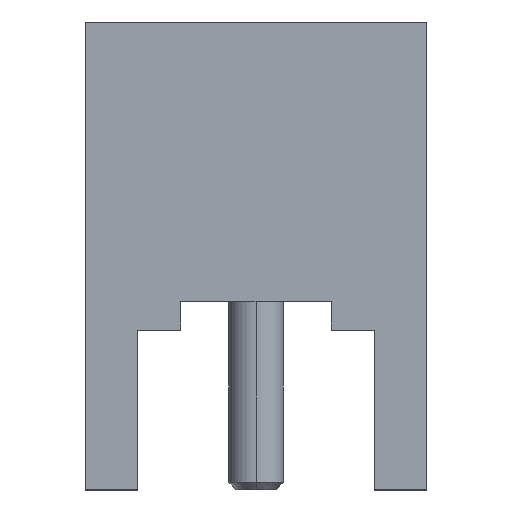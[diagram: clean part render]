
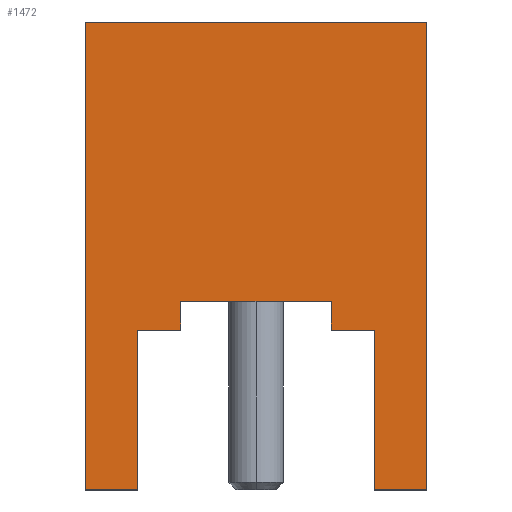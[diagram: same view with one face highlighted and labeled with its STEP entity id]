
A CAD part, top view. The second image highlights one B-rep face of the part: STEP entity #1472.
In plain terms, the highlighted planar face has unit normal (0, 0, 1).
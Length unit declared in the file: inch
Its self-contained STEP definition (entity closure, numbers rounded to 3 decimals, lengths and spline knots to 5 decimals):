
#309=DIRECTION('',(0.,-1.,0.));
#310=VECTOR('',#309,0.323);
#311=CARTESIAN_POINT('',(-0.118,0.095,0.118));
#312=LINE('',#311,#310);
#337=DIRECTION('',(-1.,0.,0.));
#338=VECTOR('',#337,0.03);
#339=CARTESIAN_POINT('',(0.082,-0.118,0.118));
#340=LINE('',#339,#338);
#373=DIRECTION('',(-1.,0.,0.));
#374=VECTOR('',#373,0.03);
#375=CARTESIAN_POINT('',(-0.052,-0.118,0.118));
#376=LINE('',#375,#374);
#413=DIRECTION('',(0.,-1.,0.));
#414=VECTOR('',#413,0.11);
#415=CARTESIAN_POINT('',(0.082,-0.118,0.118));
#416=LINE('',#415,#414);
#417=DIRECTION('',(0.,-1.,0.));
#418=VECTOR('',#417,0.11);
#419=CARTESIAN_POINT('',(-0.082,-0.118,0.118));
#420=LINE('',#419,#418);
#421=DIRECTION('',(1.,0.,0.));
#422=VECTOR('',#421,0.236);
#423=CARTESIAN_POINT('',(-0.118,0.095,0.118));
#424=LINE('',#423,#422);
#425=DIRECTION('',(-1.,0.,0.));
#426=VECTOR('',#425,0.104);
#427=CARTESIAN_POINT('',(0.052,-0.098,0.118));
#428=LINE('',#427,#426);
#429=DIRECTION('',(0.,-1.,0.));
#430=VECTOR('',#429,0.02);
#431=CARTESIAN_POINT('',(-0.052,-0.098,0.118));
#432=LINE('',#431,#430);
#441=DIRECTION('',(-1.,0.,0.));
#442=VECTOR('',#441,0.036);
#443=CARTESIAN_POINT('',(0.118,-0.228,0.118));
#444=LINE('',#443,#442);
#477=DIRECTION('',(-1.,0.,0.));
#478=VECTOR('',#477,0.036);
#479=CARTESIAN_POINT('',(-0.082,-0.228,0.118));
#480=LINE('',#479,#478);
#517=DIRECTION('',(0.,1.,0.));
#518=VECTOR('',#517,0.323);
#519=CARTESIAN_POINT('',(0.118,-0.228,0.118));
#520=LINE('',#519,#518);
#579=DIRECTION('',(0.,-1.,0.));
#580=VECTOR('',#579,0.02);
#581=CARTESIAN_POINT('',(0.052,-0.098,0.118));
#582=LINE('',#581,#580);
#663=CARTESIAN_POINT('',(-0.118,0.095,0.118));
#664=CARTESIAN_POINT('',(0.118,0.095,0.118));
#665=VERTEX_POINT('',#663);
#666=VERTEX_POINT('',#664);
#741=CARTESIAN_POINT('',(0.052,-0.118,0.118));
#743=VERTEX_POINT('',#741);
#757=CARTESIAN_POINT('',(-0.052,-0.118,0.118));
#758=VERTEX_POINT('',#757);
#765=CARTESIAN_POINT('',(0.052,-0.098,0.118));
#767=VERTEX_POINT('',#765);
#781=CARTESIAN_POINT('',(-0.052,-0.098,0.118));
#782=VERTEX_POINT('',#781);
#789=CARTESIAN_POINT('',(0.118,-0.228,0.118));
#790=CARTESIAN_POINT('',(0.082,-0.228,0.118));
#791=VERTEX_POINT('',#789);
#792=VERTEX_POINT('',#790);
#805=CARTESIAN_POINT('',(-0.118,-0.228,0.118));
#807=VERTEX_POINT('',#805);
#811=CARTESIAN_POINT('',(-0.082,-0.228,0.118));
#812=VERTEX_POINT('',#811);
#821=CARTESIAN_POINT('',(0.082,-0.118,0.118));
#823=VERTEX_POINT('',#821);
#837=CARTESIAN_POINT('',(-0.082,-0.118,0.118));
#838=VERTEX_POINT('',#837);
#1445=CARTESIAN_POINT('',(0.,0.,0.118));
#1446=DIRECTION('',(0.,0.,1.));
#1447=DIRECTION('',(1.,0.,0.));
#1448=AXIS2_PLACEMENT_3D('',#1445,#1446,#1447);
#1449=PLANE('',#1448);
#1450=ORIENTED_EDGE('',*,*,#1402,.T.);
#1452=ORIENTED_EDGE('',*,*,#1451,.T.);
#1454=ORIENTED_EDGE('',*,*,#1453,.T.);
#1455=ORIENTED_EDGE('',*,*,#1337,.F.);
#1457=ORIENTED_EDGE('',*,*,#1456,.T.);
#1459=ORIENTED_EDGE('',*,*,#1458,.F.);
#1461=ORIENTED_EDGE('',*,*,#1460,.T.);
#1462=ORIENTED_EDGE('',*,*,#1436,.F.);
#1463=ORIENTED_EDGE('',*,*,#1369,.T.);
#1465=ORIENTED_EDGE('',*,*,#1464,.F.);
#1467=ORIENTED_EDGE('',*,*,#1466,.T.);
#1469=ORIENTED_EDGE('',*,*,#1468,.T.);
#1470=EDGE_LOOP('',(#1450,#1452,#1454,#1455,#1457,#1459,#1461,#1462,#1463,#1465,
#1467,#1469));
#1471=FACE_OUTER_BOUND('',#1470,.F.);
#1472=ADVANCED_FACE('',(#1471),#1449,.T.);
#1337=EDGE_CURVE('',#665,#807,#312,.T.);
#1369=EDGE_CURVE('',#823,#743,#340,.T.);
#1402=EDGE_CURVE('',#758,#838,#376,.T.);
#1436=EDGE_CURVE('',#823,#792,#416,.T.);
#1451=EDGE_CURVE('',#838,#812,#420,.T.);
#1453=EDGE_CURVE('',#812,#807,#480,.T.);
#1456=EDGE_CURVE('',#665,#666,#424,.T.);
#1458=EDGE_CURVE('',#791,#666,#520,.T.);
#1460=EDGE_CURVE('',#791,#792,#444,.T.);
#1464=EDGE_CURVE('',#767,#743,#582,.T.);
#1466=EDGE_CURVE('',#767,#782,#428,.T.);
#1468=EDGE_CURVE('',#782,#758,#432,.T.);
